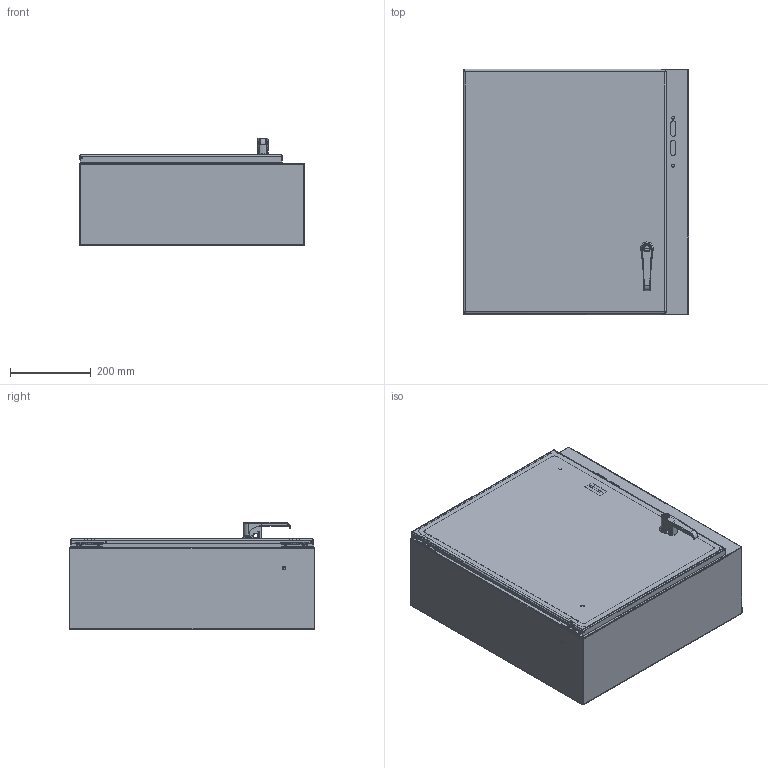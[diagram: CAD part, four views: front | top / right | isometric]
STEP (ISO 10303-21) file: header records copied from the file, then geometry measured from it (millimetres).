
FILE_DESCRIPTION(/* description */ ('24X22X8 N412CDSSA TUB'),/* implementation_level */ '2;1');
FILE_NAME(/* name */ 'N412242208CDSSA.stp',/* time_stamp */ '2016-03-09T17:12:21+06:00',/* author */ ('rsundaram'),/* organization */ (''),/* preprocessor_version */ 'ST-DEVELOPER v16.1',/* originating_system */ 'Autodesk Inventor 2016',/* authorisation */ '');
FILE_SCHEMA (('AUTOMOTIVE_DESIGN { 1 0 10303 214 3 1 1 }'));
Products named in the file (47): N412242208CDSSABKP; 17376 PIN; 17380 SCREW; 17723 BOX LEAF; 17723-UTI BRACKET; 17910 SEALING WASHER; HFW328176; HFW328175; 1000-02; 1000-23; 1000-277-03; 1000-458; 1000-458-SCHAUM; 1000-459; 1044-03-01; 1044-04-16; 1044-07; DIN3771_15X3_5; HFW3161; 388115; 38846; N4122422CDSSALID; HFW30013; HFW3034; 37268; HFW31714_CAM; HFW31714_SCREW; HFW31714_SPACER; HFW31714_WASHER; HFW31714_NUT; HFW31714 (LEFT HINGE); HFW31713; HFW31713_SCREW; HFW31713_SPACER; HFW31713_WASHER; HFW31713_NUT; HFW31713 (LEFT HINGE); HFW30013-8; 34938; 38811 ...
Assembly tree (60 placements, depth 4):
  N412242208CDSSA
    N412242208CDSSABKP
    HFW328176  x2
      17376 PIN
      17380 SCREW
      17723 BOX LEAF
      17723-UTI BRACKET
      17910 SEALING WASHER
    HFW328175  x2
    HFW351101
      1000-02
      1000-23
      1000-277-03
      1000-458
      1000-458-SCHAUM
      1000-459
      1044-03-01
      1044-04-16
      1044-07-02
      1044-07
      DIN3771_15X3_5
    HFW3161  x2
    388115
    38846  x2
    N4122422CDSSALID
    HFW30013-8
      HFW30013
      HFW3034
      37268  x2
      HFW31714 (LEFT HINGE)
        HFW31714_CAM
        HFW31714_SCREW  x2
        HFW31714_SPACER
        HFW31714_WASHER
        HFW31714_NUT
      HFW31713 (LEFT HINGE)
        HFW31713
        HFW31713_SCREW  x2
        HFW31713_SPACER
        HFW31713_WASHER
        HFW31713_NUT
    34938
    38811  x2
    349129  x2
    388151  x4
    N412C2422CDFIP
    HFW3092
Bounding box: 558.8 x 609.6 x 265.83 mm (x, y, z)
Volume: 2239233.1 mm3; surface area: 2701712.6 mm2
Topology: 61 solids, 62 shells, 2118 faces, 5126 edges, 3158 vertices
Faces by surface type: plane 848, cylinder 743, cone 246, bspline 195, torus 70, sphere 16
Full cylindrical faces by diameter (mm): 2.362 x4, 2.6 x1, 3.175 x2, 3.317 x68, 3.683 x6, 3.861 x4, 3.962 x4, 4.166 x68, 4.25 x5, 4.366 x4, 4.572 x4, 4.762 x4, 4.826 x4, 4.978 x2, 5 x3, 5.1 x1, 5.359 x2, 5.5 x1, 5.6 x1, 5.715 x4, 5.8 x1, 6.35 x12, 6.502 x4, 6.985 x4, 7.144 x2, 7.62 x8, 7.798 x1, 7.938 x2, 8.128 x7, 8.382 x2
Entity records: 53320 total; most frequent: CARTESIAN_POINT 18694, DIRECTION 6923, ORIENTED_EDGE 6628, EDGE_CURVE 3314, AXIS2_PLACEMENT_3D 2593, VERTEX_POINT 2158, EDGE_LOOP 1860, LINE 1737
